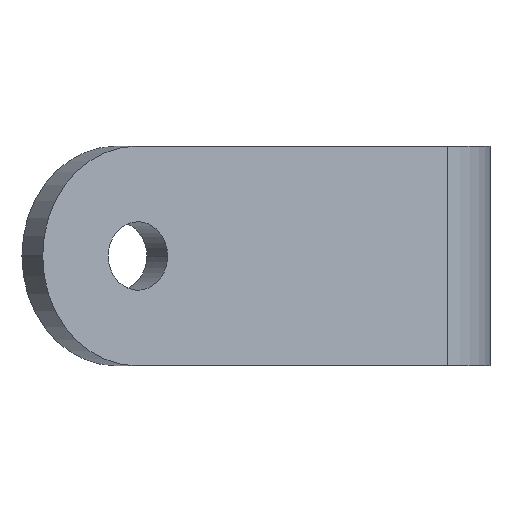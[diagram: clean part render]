
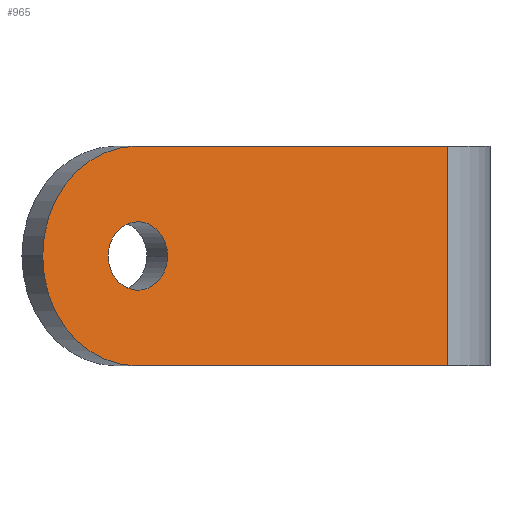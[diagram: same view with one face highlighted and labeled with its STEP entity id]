
A CAD part, front view. The second image highlights one B-rep face of the part: STEP entity #965.
In plain terms, the highlighted planar face has unit normal (0.5, -0.866, 0).
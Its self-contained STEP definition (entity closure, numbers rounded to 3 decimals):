
#680=AXIS2_PLACEMENT_3D('Circle Axis2P3D',#678,#679,$) ;
#794=AXIS2_PLACEMENT_3D('Circle Axis2P3D',#792,#793,$) ;
#920=AXIS2_PLACEMENT_3D('Circle Axis2P3D',#918,#919,$) ;
#934=AXIS2_PLACEMENT_3D('Plane Axis2P3D',#931,#932,#933) ;
#589=CARTESIAN_POINT('Vertex',(46.469,-54.739,0.)) ;
#632=CARTESIAN_POINT('Vertex',(46.469,-54.739,-42.)) ;
#678=CARTESIAN_POINT('Axis2P3D Location',(-12.849,-88.986,-20.828)) ;
#682=CARTESIAN_POINT('Vertex',(-30.887,-99.4,-20.828)) ;
#684=CARTESIAN_POINT('Vertex',(-12.849,-88.986,0.)) ;
#724=CARTESIAN_POINT('Line Origine',(16.81,-71.862,0.)) ;
#742=CARTESIAN_POINT('Line Origine',(46.469,-54.739,-21.)) ;
#760=CARTESIAN_POINT('Line Origine',(16.81,-71.862,-42.)) ;
#764=CARTESIAN_POINT('Vertex',(-12.849,-88.986,-42.)) ;
#792=CARTESIAN_POINT('Axis2P3D Location',(-12.849,-88.986,-21.172)) ;
#796=CARTESIAN_POINT('Vertex',(-30.887,-99.4,-21.172)) ;
#824=CARTESIAN_POINT('Line Origine',(-30.887,-99.4,-21.)) ;
#908=CARTESIAN_POINT('Vertex',(-7.029,-85.626,-21.)) ;
#915=CARTESIAN_POINT('Vertex',(-18.371,-92.174,-21.)) ;
#918=CARTESIAN_POINT('Axis2P3D Location',(-12.7,-88.9,-21.)) ;
#931=CARTESIAN_POINT('Axis2P3D Location',(54.61,-50.039,0.)) ;
#945=CARTESIAN_POINT('Control Point',(-18.371,-92.174,-21.)) ;
#946=CARTESIAN_POINT('Control Point',(-18.371,-92.174,-19.971)) ;
#947=CARTESIAN_POINT('Control Point',(-18.196,-92.073,-18.943)) ;
#948=CARTESIAN_POINT('Control Point',(-17.846,-91.871,-17.967)) ;
#949=CARTESIAN_POINT('Control Point',(-16.834,-91.287,-16.227)) ;
#950=CARTESIAN_POINT('Control Point',(-15.326,-90.416,-15.058)) ;
#951=CARTESIAN_POINT('Control Point',(-14.482,-89.929,-14.654)) ;
#952=CARTESIAN_POINT('Control Point',(-12.7,-88.9,-14.25)) ;
#953=CARTESIAN_POINT('Control Point',(-10.918,-87.871,-14.654)) ;
#954=CARTESIAN_POINT('Control Point',(-10.074,-87.384,-15.058)) ;
#955=CARTESIAN_POINT('Control Point',(-8.566,-86.513,-16.227)) ;
#956=CARTESIAN_POINT('Control Point',(-7.554,-85.929,-17.967)) ;
#957=CARTESIAN_POINT('Control Point',(-7.204,-85.727,-18.943)) ;
#958=CARTESIAN_POINT('Control Point',(-7.029,-85.626,-19.971)) ;
#959=CARTESIAN_POINT('Control Point',(-7.029,-85.626,-21.)) ;
#679=DIRECTION('Axis2P3D Direction',(-0.5,0.866,0.)) ;
#725=DIRECTION('Vector Direction',(-0.866,-0.5,0.)) ;
#743=DIRECTION('Vector Direction',(0.,0.,1.)) ;
#761=DIRECTION('Vector Direction',(-0.866,-0.5,0.)) ;
#793=DIRECTION('Axis2P3D Direction',(-0.5,0.866,0.)) ;
#825=DIRECTION('Vector Direction',(0.,0.,1.)) ;
#919=DIRECTION('Axis2P3D Direction',(-0.5,0.866,0.)) ;
#932=DIRECTION('Axis2P3D Direction',(-0.5,0.866,0.)) ;
#933=DIRECTION('Axis2P3D XDirection',(-0.866,-0.5,0.)) ;
#726=VECTOR('Line Direction',#725,1.) ;
#744=VECTOR('Line Direction',#743,1.) ;
#762=VECTOR('Line Direction',#761,1.) ;
#826=VECTOR('Line Direction',#825,1.) ;
#937=ORIENTED_EDGE('',*,*,#728,.T.) ;
#938=ORIENTED_EDGE('',*,*,#686,.F.) ;
#939=ORIENTED_EDGE('',*,*,#828,.F.) ;
#940=ORIENTED_EDGE('',*,*,#798,.F.) ;
#941=ORIENTED_EDGE('',*,*,#766,.F.) ;
#942=ORIENTED_EDGE('',*,*,#746,.T.) ;
#962=ORIENTED_EDGE('',*,*,#960,.T.) ;
#963=ORIENTED_EDGE('',*,*,#922,.T.) ;
#964=FACE_BOUND('',#961,.T.) ;
#965=ADVANCED_FACE('',(#943,#964),#935,.F.) ;
#944=B_SPLINE_CURVE_WITH_KNOTS('',5,(#945,#946,#947,#948,#949,#950,#951,#952,#953,#954,#955,#956,#957,#958,#959),.UNSPECIFIED.,.F.,.U.,(6,3,3,3,6),(0.,5.143,10.286,15.429,20.572),.UNSPECIFIED.) ;
#681=CIRCLE('generated circle',#680,20.828) ;
#795=CIRCLE('generated circle',#794,20.828) ;
#921=CIRCLE('generated circle',#920,6.548) ;
#686=EDGE_CURVE('',#683,#685,#681,.T.) ;
#728=EDGE_CURVE('',#590,#685,#727,.T.) ;
#746=EDGE_CURVE('',#633,#590,#745,.T.) ;
#766=EDGE_CURVE('',#633,#765,#763,.T.) ;
#798=EDGE_CURVE('',#765,#797,#795,.T.) ;
#828=EDGE_CURVE('',#797,#683,#827,.T.) ;
#922=EDGE_CURVE('',#909,#916,#921,.T.) ;
#960=EDGE_CURVE('',#916,#909,#944,.T.) ;
#936=EDGE_LOOP('',(#937,#938,#939,#940,#941,#942)) ;
#961=EDGE_LOOP('',(#962,#963)) ;
#943=FACE_OUTER_BOUND('',#936,.T.) ;
#727=LINE('Line',#724,#726) ;
#745=LINE('Line',#742,#744) ;
#763=LINE('Line',#760,#762) ;
#827=LINE('Line',#824,#826) ;
#935=PLANE('',#934) ;
#590=VERTEX_POINT('',#589) ;
#633=VERTEX_POINT('',#632) ;
#683=VERTEX_POINT('',#682) ;
#685=VERTEX_POINT('',#684) ;
#765=VERTEX_POINT('',#764) ;
#797=VERTEX_POINT('',#796) ;
#909=VERTEX_POINT('',#908) ;
#916=VERTEX_POINT('',#915) ;
